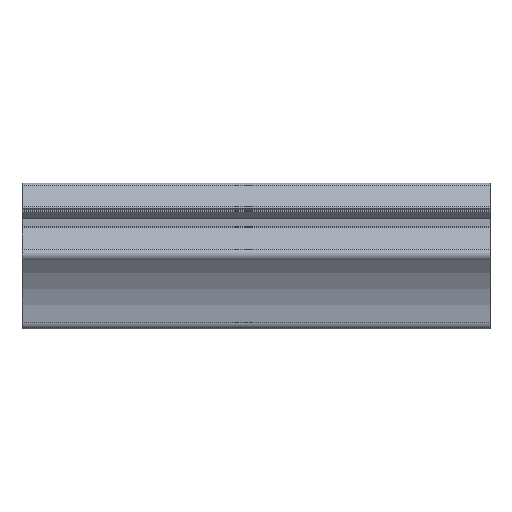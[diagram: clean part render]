
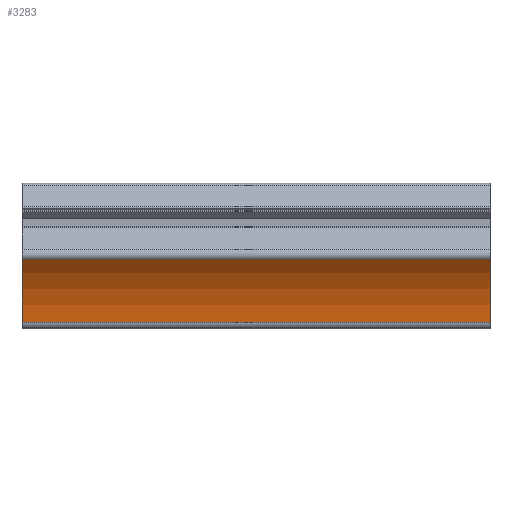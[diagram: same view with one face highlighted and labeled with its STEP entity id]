
A CAD part, left-side view. The second image highlights one B-rep face of the part: STEP entity #3283.
In plain terms, the highlighted cylindrical face has radius 45 mm (diameter 90 mm), a partial arc.
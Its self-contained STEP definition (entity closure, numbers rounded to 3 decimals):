
#253=FACE_OUTER_BOUND('',#419,.T.);
#419=EDGE_LOOP('',(#2687,#2688,#2689,#2690));
#725=LINE('',#5647,#1021);
#726=LINE('',#5653,#1022);
#1021=VECTOR('',#4653,200.);
#1022=VECTOR('',#4660,200.);
#1215=CIRCLE('',#3644,45.);
#1216=CIRCLE('',#3645,45.);
#1543=VERTEX_POINT('',#5644);
#1544=VERTEX_POINT('',#5646);
#1545=VERTEX_POINT('',#5650);
#1546=VERTEX_POINT('',#5652);
#2032=EDGE_CURVE('',#1543,#1544,#725,.T.);
#2034=EDGE_CURVE('',#1543,#1545,#1215,.T.);
#2035=EDGE_CURVE('',#1545,#1546,#726,.T.);
#2036=EDGE_CURVE('',#1544,#1546,#1216,.T.);
#2687=ORIENTED_EDGE('',*,*,#2034,.T.);
#2688=ORIENTED_EDGE('',*,*,#2035,.T.);
#2689=ORIENTED_EDGE('',*,*,#2036,.F.);
#2690=ORIENTED_EDGE('',*,*,#2032,.F.);
#3119=CYLINDRICAL_SURFACE('',#3643,45.);
#3283=ADVANCED_FACE('',(#253),#3119,.F.);
#3643=AXIS2_PLACEMENT_3D('',#5649,#4656,#4657);
#3644=AXIS2_PLACEMENT_3D('',#5651,#4658,#4659);
#3645=AXIS2_PLACEMENT_3D('',#5654,#4661,#4662);
#4653=DIRECTION('',(0.,-1.,0.));
#4656=DIRECTION('center_axis',(0.,1.,0.));
#4657=DIRECTION('ref_axis',(0.75,0.,0.662));
#4658=DIRECTION('center_axis',(0.,1.,0.));
#4659=DIRECTION('ref_axis',(0.75,0.,0.662));
#4660=DIRECTION('',(0.,-1.,0.));
#4661=DIRECTION('center_axis',(0.,1.,0.));
#4662=DIRECTION('ref_axis',(0.75,0.,0.662));
#5644=CARTESIAN_POINT('',(-28.616,200.,3.938));
#5646=CARTESIAN_POINT('',(-28.616,0.,3.938));
#5647=CARTESIAN_POINT('',(-28.616,0.,3.938));
#5649=CARTESIAN_POINT('Origin',(-62.362,0.,-25.831));
#5650=CARTESIAN_POINT('',(-17.45,200.,-23.019));
#5651=CARTESIAN_POINT('Origin',(-62.362,200.,-25.831));
#5652=CARTESIAN_POINT('',(-17.45,0.,-23.019));
#5653=CARTESIAN_POINT('',(-17.45,0.,-23.019));
#5654=CARTESIAN_POINT('Origin',(-62.362,0.,-25.831));
